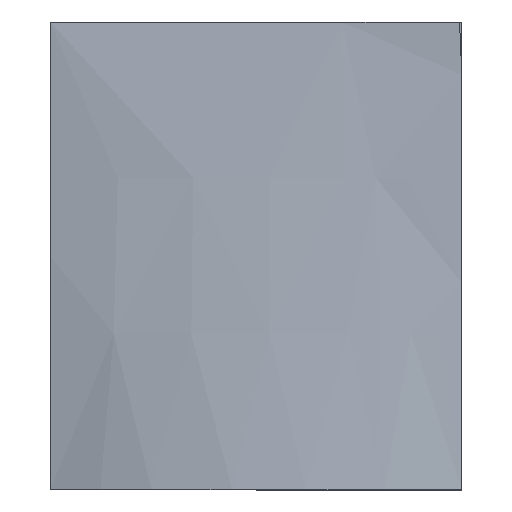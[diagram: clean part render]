
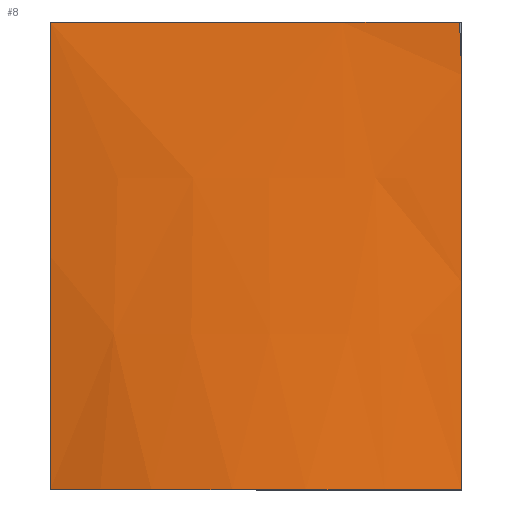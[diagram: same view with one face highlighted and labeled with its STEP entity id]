
A CAD part, top view. The second image highlights one B-rep face of the part: STEP entity #8.
In plain terms, the highlighted free-form (B-spline) face has degree [3, 3] with [12, 4] control points.
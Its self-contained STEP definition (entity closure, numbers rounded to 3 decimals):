
#3 = CARTESIAN_POINT ( 'NONE',  ( 4.792, 0.182, 47.124 ) ) ;
#8 = ADVANCED_FACE ( 'NONE', ( #245 ), #256, .T. ) ;
#10 = CARTESIAN_POINT ( 'NONE',  ( -58.197, 0.182, 47.109 ) ) ;
#12 = CARTESIAN_POINT ( 'NONE',  ( -44.062, -68.151, 52.8 ) ) ;
#13 = CARTESIAN_POINT ( 'NONE',  ( -75.467, -68.151, 46.988 ) ) ;
#14 = CARTESIAN_POINT ( 'NONE',  ( 11.228, -10.635, 47.106 ) ) ;
#15 = CARTESIAN_POINT ( 'NONE',  ( -72.772, -95.318, 48.243 ) ) ;
#17 = CARTESIAN_POINT ( 'NONE',  ( 7.176, -95.318, 49.568 ) ) ;
#18 = CARTESIAN_POINT ( 'NONE',  ( 8.655, -102.318, 49.364 ) ) ;
#22 = B_SPLINE_CURVE_WITH_KNOTS ( 'NONE', 3,
 ( #14, #121, #205, #240 ),
 .UNSPECIFIED., .F., .F.,
 ( 4, 4 ),
 ( 0., 0.085 ),
 .UNSPECIFIED. ) ;
#26 = EDGE_CURVE ( 'NONE', #271, #31, #168, .T. ) ;
#30 = VERTEX_POINT ( 'NONE', #210 ) ;
#31 = VERTEX_POINT ( 'NONE', #15 ) ;
#37 = CARTESIAN_POINT ( 'NONE',  ( -16.755, -102.318, 55.318 ) ) ;
#39 = CARTESIAN_POINT ( 'NONE',  ( -69.253, -33.984, 47.739 ) ) ;
#42 = CARTESIAN_POINT ( 'NONE',  ( -74.288, -33.984, 47.047 ) ) ;
#48 = LINE ( 'NONE', #288, #236 ) ;
#50 = CARTESIAN_POINT ( 'NONE',  ( 7.367, -68.151, 48.618 ) ) ;
#59 = EDGE_CURVE ( 'NONE', #30, #108, #48, .T. ) ;
#63 = CARTESIAN_POINT ( 'NONE',  ( -9.022, -102.318, 54.007 ) ) ;
#65 = CARTESIAN_POINT ( 'NONE',  ( -43.2, 0.182, 47.112 ) ) ;
#72 = CARTESIAN_POINT ( 'NONE',  ( -59.422, -95.318, 52.376 ) ) ;
#74 = CARTESIAN_POINT ( 'NONE',  ( 0.992, -68.151, 49.987 ) ) ;
#76 = ORIENTED_EDGE ( 'NONE', *, *, #59, .T. ) ;
#88 = CARTESIAN_POINT ( 'NONE',  ( -73.109, 0.182, 47.107 ) ) ;
#90 = CARTESIAN_POINT ( 'NONE',  ( 11.228, -95.318, 48.217 ) ) ;
#92 = DIRECTION ( 'NONE',  ( -1., 0., 0. ) ) ;
#94 = LINE ( 'NONE', #153, #272 ) ;
#100 = CARTESIAN_POINT ( 'NONE',  ( 10.771, 0.182, 47.127 ) ) ;
#102 = CARTESIAN_POINT ( 'NONE',  ( -7.205, 0.182, 47.119 ) ) ;
#108 = VERTEX_POINT ( 'NONE', #259 ) ;
#110 = CARTESIAN_POINT ( 'NONE',  ( -4.559, -102.318, 53.121 ) ) ;
#120 = CARTESIAN_POINT ( 'NONE',  ( -72.772, -31.654, 47.095 ) ) ;
#121 = CARTESIAN_POINT ( 'NONE',  ( 11.228, -38.866, 47.104 ) ) ;
#122 = CARTESIAN_POINT ( 'NONE',  ( 10.923, -3.423, 47.12 ) ) ;
#123 = B_SPLINE_CURVE_WITH_KNOTS ( 'NONE', 3,
 ( #100, #122, #235, #237 ),
 .UNSPECIFIED., .F., .F.,
 ( 4, 4 ),
 ( 0., 0.106 ),
 .UNSPECIFIED. ) ;
#124 = CARTESIAN_POINT ( 'NONE',  ( -1.196, 0.182, 47.122 ) ) ;
#139 = ORIENTED_EDGE ( 'NONE', *, *, #26, .F. ) ;
#141 = CARTESIAN_POINT ( 'NONE',  ( -28.078, -33.984, 50.214 ) ) ;
#143 = CARTESIAN_POINT ( 'NONE',  ( -72.772, -95.318, 48.243 ) ) ;
#144 = CARTESIAN_POINT ( 'NONE',  ( -44.492, -102.318, 55.643 ) ) ;
#147 = CARTESIAN_POINT ( 'NONE',  ( -70.354, -68.151, 48.371 ) ) ;
#149 = CARTESIAN_POINT ( 'NONE',  ( -10.495, -33.984, 49.414 ) ) ;
#150 = CARTESIAN_POINT ( 'NONE',  ( -27.868, -95.318, 55.778 ) ) ;
#151 = CARTESIAN_POINT ( 'NONE',  ( 1.862, -95.318, 51.126 ) ) ;
#153 = CARTESIAN_POINT ( 'NONE',  ( -13.252, 0.182, 47.117 ) ) ;
#168 = B_SPLINE_CURVE_WITH_KNOTS ( 'NONE', 3,
 ( #90, #202, #17, #151, #322, #184, #345, #150, #265, #72, #324, #350 ),
 .UNSPECIFIED., .F., .F.,
 ( 4, 1, 1, 1, 2, 1, 1, 1, 4 ),
 ( 0., 0.003, 0.01, 0.016, 0.023, 0.04, 0.056, 0.073, 0.086 ),
 .UNSPECIFIED. ) ;
#169 = CARTESIAN_POINT ( 'NONE',  ( -27.844, -102.318, 56.413 ) ) ;
#170 = EDGE_CURVE ( 'NONE', #269, #271, #22, .T. ) ;
#172 = CARTESIAN_POINT ( 'NONE',  ( -60.869, -102.318, 52.52 ) ) ;
#177 = CARTESIAN_POINT ( 'NONE',  ( 8.778, 0.182, 47.126 ) ) ;
#183 = CARTESIAN_POINT ( 'NONE',  ( 12.966, -102.318, 47.774 ) ) ;
#184 = CARTESIAN_POINT ( 'NONE',  ( -9.173, -95.318, 53.536 ) ) ;
#193 = EDGE_LOOP ( 'NONE', ( #280, #139, #328, #195, #76, #243 ) ) ;
#195 = ORIENTED_EDGE ( 'NONE', *, *, #251, .F. ) ;
#197 = CARTESIAN_POINT ( 'NONE',  ( -59.978, -68.151, 50.716 ) ) ;
#198 = VERTEX_POINT ( 'NONE', #230 ) ;
#200 = CARTESIAN_POINT ( 'NONE',  ( -9.759, -68.151, 51.71 ) ) ;
#202 = CARTESIAN_POINT ( 'NONE',  ( 10.28, -95.318, 48.541 ) ) ;
#205 = CARTESIAN_POINT ( 'NONE',  ( 11.228, -67.095, 47.511 ) ) ;
#208 = DIRECTION ( 'NONE',  ( -1., 0., 0. ) ) ;
#210 = CARTESIAN_POINT ( 'NONE',  ( 10.771, 0.182, 47.127 ) ) ;
#215 = CARTESIAN_POINT ( 'NONE',  ( -5.441, -68.151, 51.12 ) ) ;
#218 = CARTESIAN_POINT ( 'NONE',  ( 10.771, 0.182, 47.127 ) ) ;
#226 = CARTESIAN_POINT ( 'NONE',  ( -17.733, -33.984, 49.85 ) ) ;
#228 = CARTESIAN_POINT ( 'NONE',  ( -76.646, -102.318, 46.929 ) ) ;
#229 = CARTESIAN_POINT ( 'NONE',  ( -72.772, -63.489, 47.506 ) ) ;
#230 = CARTESIAN_POINT ( 'NONE',  ( -72.772, 0.182, 47.107 ) ) ;
#233 = CARTESIAN_POINT ( 'NONE',  ( 11.57, -68.151, 47.558 ) ) ;
#234 = EDGE_CURVE ( 'NONE', #108, #198, #94, .T. ) ;
#235 = CARTESIAN_POINT ( 'NONE',  ( 11.076, -7.029, 47.113 ) ) ;
#236 = VECTOR ( 'NONE', #208, 1000. ) ;
#237 = CARTESIAN_POINT ( 'NONE',  ( 11.228, -10.635, 47.106 ) ) ;
#238 = CARTESIAN_POINT ( 'NONE',  ( 15.102, -102.318, 46.929 ) ) ;
#240 = CARTESIAN_POINT ( 'NONE',  ( 11.228, -95.318, 48.217 ) ) ;
#243 = ORIENTED_EDGE ( 'NONE', *, *, #234, .T. ) ;
#245 = FACE_OUTER_BOUND ( 'NONE', #193, .T. ) ;
#251 = EDGE_CURVE ( 'NONE', #30, #269, #123, .T. ) ;
#252 = CARTESIAN_POINT ( 'NONE',  ( -11.232, 0.182, 47.118 ) ) ;
#256 = B_SPLINE_SURFACE_WITH_KNOTS ( 'NONE', 3, 3, ( 
 ( #218, #261, #327, #238 ),
 ( #177, #323, #233, #183 ),
 ( #3, #293, #50, #18 ),
 ( #124, #351, #74, #299 ),
 ( #102, #267, #215, #110 ),
 ( #252, #149, #200, #63 ),
 ( #287, #226, #337, #37 ),
 ( #341, #141, #314, #169 ),
 ( #65, #282, #12, #144 ),
 ( #10, #339, #197, #172 ),
 ( #285, #39, #147, #257 ),
 ( #88, #42, #13, #228 ) ),
 .UNSPECIFIED., .F., .F., .F.,
 ( 4, 1, 1, 1, 2, 1, 1, 1, 4 ),
 ( 4, 4 ),
 ( 0., 0.027, 0.053, 0.08, 0.106, 0.172, 0.237, 0.303, 0.368 ),
 ( 0., 1. ),
 .UNSPECIFIED. ) ;
#257 = CARTESIAN_POINT ( 'NONE',  ( -71.455, -102.318, 49.002 ) ) ;
#259 = CARTESIAN_POINT ( 'NONE',  ( -13.252, 0.182, 47.117 ) ) ;
#261 = CARTESIAN_POINT ( 'NONE',  ( 12.215, -33.984, 47.061 ) ) ;
#262 = CARTESIAN_POINT ( 'NONE',  ( 11.228, -10.635, 47.106 ) ) ;
#265 = CARTESIAN_POINT ( 'NONE',  ( -44.404, -95.318, 55.061 ) ) ;
#267 = CARTESIAN_POINT ( 'NONE',  ( -6.323, -33.984, 49.12 ) ) ;
#269 = VERTEX_POINT ( 'NONE', #262 ) ;
#271 = VERTEX_POINT ( 'NONE', #309 ) ;
#272 = VECTOR ( 'NONE', #92, 1000. ) ;
#280 = ORIENTED_EDGE ( 'NONE', *, *, #305, .F. ) ;
#282 = CARTESIAN_POINT ( 'NONE',  ( -43.631, -33.984, 49.956 ) ) ;
#285 = CARTESIAN_POINT ( 'NONE',  ( -68.152, 0.182, 47.108 ) ) ;
#287 = CARTESIAN_POINT ( 'NONE',  ( -18.222, 0.182, 47.116 ) ) ;
#288 = CARTESIAN_POINT ( 'NONE',  ( 10.771, 0.182, 47.127 ) ) ;
#293 = CARTESIAN_POINT ( 'NONE',  ( 6.08, -33.984, 47.871 ) ) ;
#299 = CARTESIAN_POINT ( 'NONE',  ( 2.086, -102.318, 51.419 ) ) ;
#305 = EDGE_CURVE ( 'NONE', #31, #198, #313, .T. ) ;
#309 = CARTESIAN_POINT ( 'NONE',  ( 11.228, -95.318, 48.217 ) ) ;
#313 = B_SPLINE_CURVE_WITH_KNOTS ( 'NONE', 3,
 ( #143, #229, #120, #320 ),
 .UNSPECIFIED., .F., .F.,
 ( 4, 4 ),
 ( 0., 0.096 ),
 .UNSPECIFIED. ) ;
#314 = CARTESIAN_POINT ( 'NONE',  ( -27.961, -68.151, 53.314 ) ) ;
#320 = CARTESIAN_POINT ( 'NONE',  ( -72.772, 0.182, 47.107 ) ) ;
#322 = CARTESIAN_POINT ( 'NONE',  ( -4.74, -95.318, 52.711 ) ) ;
#323 = CARTESIAN_POINT ( 'NONE',  ( 10.174, -33.984, 47.342 ) ) ;
#324 = CARTESIAN_POINT ( 'NONE',  ( -68.769, -95.318, 49.618 ) ) ;
#327 = CARTESIAN_POINT ( 'NONE',  ( 13.658, -68.151, 46.995 ) ) ;
#328 = ORIENTED_EDGE ( 'NONE', *, *, #170, .F. ) ;
#337 = CARTESIAN_POINT ( 'NONE',  ( -17.244, -68.151, 52.584 ) ) ;
#339 = CARTESIAN_POINT ( 'NONE',  ( -59.088, -33.984, 48.913 ) ) ;
#341 = CARTESIAN_POINT ( 'NONE',  ( -28.195, 0.182, 47.114 ) ) ;
#345 = CARTESIAN_POINT ( 'NONE',  ( -16.855, -95.318, 54.758 ) ) ;
#350 = CARTESIAN_POINT ( 'NONE',  ( -72.772, -95.318, 48.243 ) ) ;
#351 = CARTESIAN_POINT ( 'NONE',  ( -0.102, -33.984, 48.554 ) ) ;
